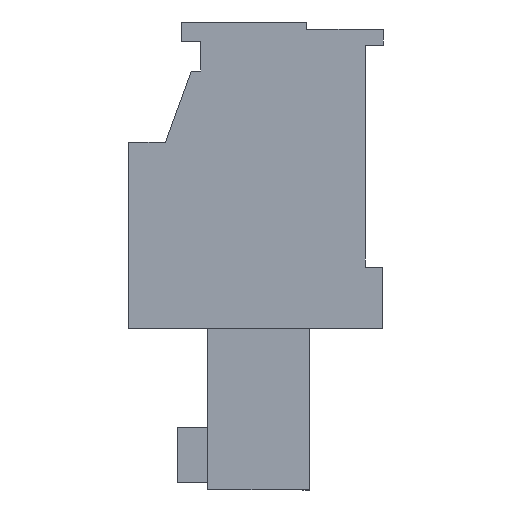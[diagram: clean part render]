
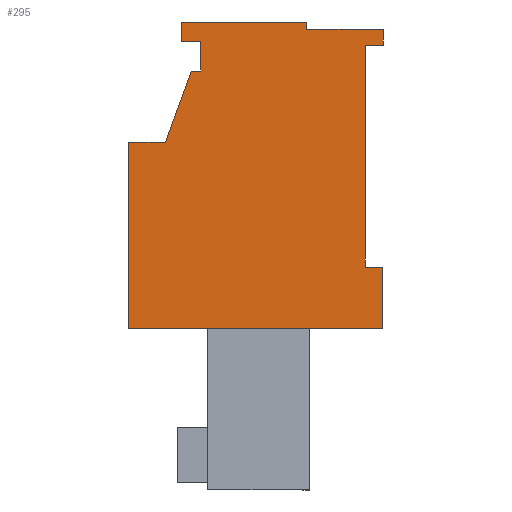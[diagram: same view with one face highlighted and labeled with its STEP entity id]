
A CAD part, left-side view. The second image highlights one B-rep face of the part: STEP entity #295.
In plain terms, the highlighted planar face has unit normal (-1, 0, 0).
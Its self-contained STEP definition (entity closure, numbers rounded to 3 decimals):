
#179=AXIS2_PLACEMENT_3D('Plane Axis2P3D',#176,#177,#178) ;
#49=CARTESIAN_POINT('Vertex',(0.,7.45,17.1)) ;
#52=CARTESIAN_POINT('Line Origine',(0.,7.45,17.7)) ;
#56=CARTESIAN_POINT('Vertex',(0.,7.45,18.3)) ;
#150=CARTESIAN_POINT('Vertex',(0.,7.844,17.1)) ;
#153=CARTESIAN_POINT('Line Origine',(0.,7.647,17.1)) ;
#176=CARTESIAN_POINT('Axis2P3D Location',(0.,5.25,6.6)) ;
#181=CARTESIAN_POINT('Line Origine',(0.,0.05,7.85)) ;
#185=CARTESIAN_POINT('Vertex',(0.,0.05,9.1)) ;
#187=CARTESIAN_POINT('Vertex',(0.,0.05,6.6)) ;
#190=CARTESIAN_POINT('Line Origine',(0.,0.4,9.1)) ;
#194=CARTESIAN_POINT('Vertex',(0.,0.75,9.1)) ;
#197=CARTESIAN_POINT('Line Origine',(0.,0.75,13.625)) ;
#201=CARTESIAN_POINT('Vertex',(0.,0.75,18.15)) ;
#204=CARTESIAN_POINT('Line Origine',(0.,0.375,18.15)) ;
#208=CARTESIAN_POINT('Vertex',(0.,0.,18.15)) ;
#211=CARTESIAN_POINT('Line Origine',(0.,0.,18.475)) ;
#215=CARTESIAN_POINT('Vertex',(0.,0.,18.8)) ;
#218=CARTESIAN_POINT('Line Origine',(0.,1.565,18.8)) ;
#222=CARTESIAN_POINT('Vertex',(0.,3.13,18.8)) ;
#225=CARTESIAN_POINT('Line Origine',(0.,3.13,18.95)) ;
#229=CARTESIAN_POINT('Vertex',(0.,3.13,19.1)) ;
#232=CARTESIAN_POINT('Line Origine',(0.,5.69,19.1)) ;
#236=CARTESIAN_POINT('Vertex',(0.,8.25,19.1)) ;
#239=CARTESIAN_POINT('Line Origine',(0.,8.25,18.7)) ;
#243=CARTESIAN_POINT('Vertex',(0.,8.25,18.3)) ;
#246=CARTESIAN_POINT('Line Origine',(0.,7.85,18.3)) ;
#251=CARTESIAN_POINT('Line Origine',(0.,8.372,15.65)) ;
#255=CARTESIAN_POINT('Vertex',(0.,8.9,14.2)) ;
#258=CARTESIAN_POINT('Line Origine',(0.,9.65,14.2)) ;
#262=CARTESIAN_POINT('Vertex',(0.,10.4,14.2)) ;
#265=CARTESIAN_POINT('Line Origine',(0.,10.4,10.4)) ;
#269=CARTESIAN_POINT('Vertex',(0.,10.4,6.6)) ;
#272=CARTESIAN_POINT('Line Origine',(0.,5.225,6.6)) ;
#53=DIRECTION('Vector Direction',(0.,0.,1.)) ;
#154=DIRECTION('Vector Direction',(0.,-1.,0.)) ;
#177=DIRECTION('Axis2P3D Direction',(1.,0.,0.)) ;
#178=DIRECTION('Axis2P3D XDirection',(0.,1.,0.)) ;
#182=DIRECTION('Vector Direction',(0.,0.,-1.)) ;
#191=DIRECTION('Vector Direction',(0.,-1.,0.)) ;
#198=DIRECTION('Vector Direction',(0.,0.,-1.)) ;
#205=DIRECTION('Vector Direction',(0.,1.,0.)) ;
#212=DIRECTION('Vector Direction',(0.,0.,-1.)) ;
#219=DIRECTION('Vector Direction',(0.,-1.,0.)) ;
#226=DIRECTION('Vector Direction',(0.,0.,1.)) ;
#233=DIRECTION('Vector Direction',(0.,-1.,0.)) ;
#240=DIRECTION('Vector Direction',(0.,0.,1.)) ;
#247=DIRECTION('Vector Direction',(0.,-1.,0.)) ;
#252=DIRECTION('Vector Direction',(0.,-0.342,0.94)) ;
#259=DIRECTION('Vector Direction',(0.,-1.,0.)) ;
#266=DIRECTION('Vector Direction',(0.,0.,1.)) ;
#273=DIRECTION('Vector Direction',(0.,1.,0.)) ;
#54=VECTOR('Line Direction',#53,1.) ;
#155=VECTOR('Line Direction',#154,1.) ;
#183=VECTOR('Line Direction',#182,1.) ;
#192=VECTOR('Line Direction',#191,1.) ;
#199=VECTOR('Line Direction',#198,1.) ;
#206=VECTOR('Line Direction',#205,1.) ;
#213=VECTOR('Line Direction',#212,1.) ;
#220=VECTOR('Line Direction',#219,1.) ;
#227=VECTOR('Line Direction',#226,1.) ;
#234=VECTOR('Line Direction',#233,1.) ;
#241=VECTOR('Line Direction',#240,1.) ;
#248=VECTOR('Line Direction',#247,1.) ;
#253=VECTOR('Line Direction',#252,1.) ;
#260=VECTOR('Line Direction',#259,1.) ;
#267=VECTOR('Line Direction',#266,1.) ;
#274=VECTOR('Line Direction',#273,1.) ;
#278=ORIENTED_EDGE('',*,*,#189,.F.) ;
#279=ORIENTED_EDGE('',*,*,#196,.F.) ;
#280=ORIENTED_EDGE('',*,*,#203,.F.) ;
#281=ORIENTED_EDGE('',*,*,#210,.F.) ;
#282=ORIENTED_EDGE('',*,*,#217,.F.) ;
#283=ORIENTED_EDGE('',*,*,#224,.F.) ;
#284=ORIENTED_EDGE('',*,*,#231,.T.) ;
#285=ORIENTED_EDGE('',*,*,#238,.F.) ;
#286=ORIENTED_EDGE('',*,*,#245,.F.) ;
#287=ORIENTED_EDGE('',*,*,#250,.T.) ;
#288=ORIENTED_EDGE('',*,*,#58,.F.) ;
#289=ORIENTED_EDGE('',*,*,#157,.F.) ;
#290=ORIENTED_EDGE('',*,*,#257,.F.) ;
#291=ORIENTED_EDGE('',*,*,#264,.F.) ;
#292=ORIENTED_EDGE('',*,*,#271,.F.) ;
#293=ORIENTED_EDGE('',*,*,#276,.F.) ;
#295=ADVANCED_FACE('HOUSING',(#294),#180,.F.) ;
#58=EDGE_CURVE('',#50,#57,#55,.T.) ;
#157=EDGE_CURVE('',#151,#50,#156,.T.) ;
#189=EDGE_CURVE('',#186,#188,#184,.T.) ;
#196=EDGE_CURVE('',#195,#186,#193,.T.) ;
#203=EDGE_CURVE('',#202,#195,#200,.T.) ;
#210=EDGE_CURVE('',#209,#202,#207,.T.) ;
#217=EDGE_CURVE('',#216,#209,#214,.T.) ;
#224=EDGE_CURVE('',#223,#216,#221,.T.) ;
#231=EDGE_CURVE('',#223,#230,#228,.T.) ;
#238=EDGE_CURVE('',#237,#230,#235,.T.) ;
#245=EDGE_CURVE('',#244,#237,#242,.T.) ;
#250=EDGE_CURVE('',#244,#57,#249,.T.) ;
#257=EDGE_CURVE('',#256,#151,#254,.T.) ;
#264=EDGE_CURVE('',#263,#256,#261,.T.) ;
#271=EDGE_CURVE('',#270,#263,#268,.T.) ;
#276=EDGE_CURVE('',#188,#270,#275,.T.) ;
#277=EDGE_LOOP('',(#278,#279,#280,#281,#282,#283,#284,#285,#286,#287,#288,#289,#290,#291,#292,#293)) ;
#294=FACE_OUTER_BOUND('',#277,.T.) ;
#55=LINE('Line',#52,#54) ;
#156=LINE('Line',#153,#155) ;
#184=LINE('Line',#181,#183) ;
#193=LINE('Line',#190,#192) ;
#200=LINE('Line',#197,#199) ;
#207=LINE('Line',#204,#206) ;
#214=LINE('Line',#211,#213) ;
#221=LINE('Line',#218,#220) ;
#228=LINE('Line',#225,#227) ;
#235=LINE('Line',#232,#234) ;
#242=LINE('Line',#239,#241) ;
#249=LINE('Line',#246,#248) ;
#254=LINE('Line',#251,#253) ;
#261=LINE('Line',#258,#260) ;
#268=LINE('Line',#265,#267) ;
#275=LINE('Line',#272,#274) ;
#180=PLANE('',#179) ;
#50=VERTEX_POINT('',#49) ;
#57=VERTEX_POINT('',#56) ;
#151=VERTEX_POINT('',#150) ;
#186=VERTEX_POINT('',#185) ;
#188=VERTEX_POINT('',#187) ;
#195=VERTEX_POINT('',#194) ;
#202=VERTEX_POINT('',#201) ;
#209=VERTEX_POINT('',#208) ;
#216=VERTEX_POINT('',#215) ;
#223=VERTEX_POINT('',#222) ;
#230=VERTEX_POINT('',#229) ;
#237=VERTEX_POINT('',#236) ;
#244=VERTEX_POINT('',#243) ;
#256=VERTEX_POINT('',#255) ;
#263=VERTEX_POINT('',#262) ;
#270=VERTEX_POINT('',#269) ;
